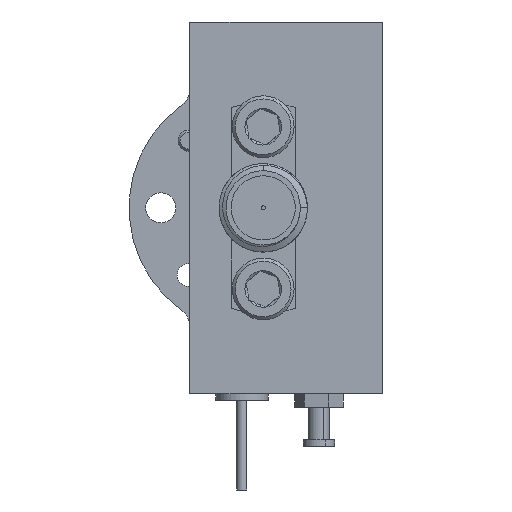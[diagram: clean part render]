
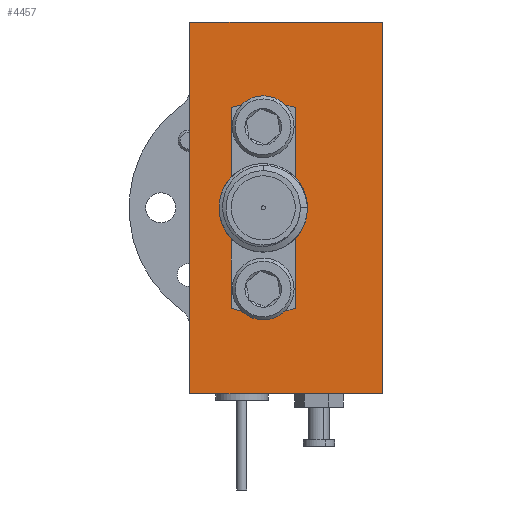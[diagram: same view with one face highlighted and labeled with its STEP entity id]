
A CAD part, left-side view. The second image highlights one B-rep face of the part: STEP entity #4457.
In plain terms, the highlighted planar face has unit normal (-1, 0, 0).
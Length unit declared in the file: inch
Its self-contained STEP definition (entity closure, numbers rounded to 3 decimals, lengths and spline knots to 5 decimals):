
#50 = AXIS2_PLACEMENT_3D ( 'NONE', #14004, #15607, #8116 ) ;
#93 = EDGE_CURVE ( 'NONE', #9086, #7232, #6638, .T. ) ;
#294 = CIRCLE ( 'NONE', #4204, 0.039 ) ;
#535 = LINE ( 'NONE', #16568, #764 ) ;
#537 = CIRCLE ( 'NONE', #8032, 0.035 ) ;
#640 = ORIENTED_EDGE ( 'NONE', *, *, #1891, .T. ) ;
#764 = VECTOR ( 'NONE', #4859, 39.37008 ) ;
#785 = CARTESIAN_POINT ( 'NONE',  ( -0.9, 0.353, -0.205 ) ) ;
#837 = EDGE_LOOP ( 'NONE', ( #9356, #6319 ) ) ;
#1179 = EDGE_CURVE ( 'NONE', #15321, #17557, #537, .T. ) ;
#1766 = CARTESIAN_POINT ( 'NONE',  ( -0.9, 0.353, -0.275 ) ) ;
#1767 = DIRECTION ( 'NONE',  ( 1., 0., 0. ) ) ;
#1859 = FACE_BOUND ( 'NONE', #837, .T. ) ;
#1891 = EDGE_CURVE ( 'NONE', #13006, #14224, #535, .T. ) ;
#1994 = CARTESIAN_POINT ( 'NONE',  ( -0.9, 0.353, -0.24 ) ) ;
#2084 = AXIS2_PLACEMENT_3D ( 'NONE', #3802, #15521, #2399 ) ;
#2399 = DIRECTION ( 'NONE',  ( 0., 0., 1. ) ) ;
#2638 = CARTESIAN_POINT ( 'NONE',  ( -0.9, 0.57, -0.55 ) ) ;
#3039 = CARTESIAN_POINT ( 'NONE',  ( -0.9, 0.353, 0. ) ) ;
#3064 = DIRECTION ( 'NONE',  ( 0., 0., 1. ) ) ;
#3391 = EDGE_CURVE ( 'NONE', #8464, #13006, #7204, .T. ) ;
#3802 = CARTESIAN_POINT ( 'NONE',  ( -0.9, 0.353, -0.24 ) ) ;
#3905 = EDGE_CURVE ( 'NONE', #17557, #15321, #15289, .T. ) ;
#4024 = CARTESIAN_POINT ( 'NONE',  ( -0.9, 0., 0.55 ) ) ;
#4170 = EDGE_CURVE ( 'NONE', #7341, #16264, #17986, .T. ) ;
#4204 = AXIS2_PLACEMENT_3D ( 'NONE', #13099, #10380, #3064 ) ;
#4384 = DIRECTION ( 'NONE',  ( 0., 0., 1. ) ) ;
#4457 = ADVANCED_FACE ( 'NONE', ( #16211, #11993, #1859, #16018 ), #6172, .F. ) ;
#4482 = EDGE_CURVE ( 'NONE', #12635, #14224, #6267, .T. ) ;
#4624 = DIRECTION ( 'NONE',  ( 0., 0., 1. ) ) ;
#4859 = DIRECTION ( 'NONE',  ( 0., 0., 1. ) ) ;
#4865 = CARTESIAN_POINT ( 'NONE',  ( -0.9, 0.57, 0.55 ) ) ;
#4912 = EDGE_CURVE ( 'NONE', #16264, #7341, #294, .T. ) ;
#4945 = CARTESIAN_POINT ( 'NONE',  ( -0.9, 0., -0.55 ) ) ;
#5118 = AXIS2_PLACEMENT_3D ( 'NONE', #4865, #1767, #10224 ) ;
#5131 = VECTOR ( 'NONE', #17330, 39.37008 ) ;
#5482 = ORIENTED_EDGE ( 'NONE', *, *, #1179, .F. ) ;
#5559 = DIRECTION ( 'NONE',  ( 0., 0., 1. ) ) ;
#5610 = CARTESIAN_POINT ( 'NONE',  ( -0.9, 0.57, -0.55 ) ) ;
#6039 = DIRECTION ( 'NONE',  ( -1., 0., 0. ) ) ;
#6172 = PLANE ( 'NONE',  #5118 ) ;
#6267 = LINE ( 'NONE', #11626, #5131 ) ;
#6309 = EDGE_LOOP ( 'NONE', ( #12595, #15836 ) ) ;
#6319 = ORIENTED_EDGE ( 'NONE', *, *, #4170, .F. ) ;
#6638 = CIRCLE ( 'NONE', #50, 0.035 ) ;
#7204 = LINE ( 'NONE', #5610, #7782 ) ;
#7232 = VERTEX_POINT ( 'NONE', #17337 ) ;
#7341 = VERTEX_POINT ( 'NONE', #18259 ) ;
#7617 = CARTESIAN_POINT ( 'NONE',  ( -0.9, 0.57, 0.55 ) ) ;
#7638 = DIRECTION ( 'NONE',  ( 0., 0., 1. ) ) ;
#7726 = VECTOR ( 'NONE', #5559, 39.37008 ) ;
#7782 = VECTOR ( 'NONE', #12284, 39.37008 ) ;
#7989 = AXIS2_PLACEMENT_3D ( 'NONE', #9928, #15449, #4384 ) ;
#8032 = AXIS2_PLACEMENT_3D ( 'NONE', #1994, #9236, #7638 ) ;
#8068 = EDGE_LOOP ( 'NONE', ( #5482, #9379 ) ) ;
#8116 = DIRECTION ( 'NONE',  ( 0., 0., 1. ) ) ;
#8186 = CARTESIAN_POINT ( 'NONE',  ( -0.9, 0.57, 0.55 ) ) ;
#8464 = VERTEX_POINT ( 'NONE', #2638 ) ;
#8703 = ORIENTED_EDGE ( 'NONE', *, *, #3391, .T. ) ;
#9086 = VERTEX_POINT ( 'NONE', #14870 ) ;
#9236 = DIRECTION ( 'NONE',  ( -1., 0., 0. ) ) ;
#9356 = ORIENTED_EDGE ( 'NONE', *, *, #4912, .F. ) ;
#9379 = ORIENTED_EDGE ( 'NONE', *, *, #3905, .F. ) ;
#9928 = CARTESIAN_POINT ( 'NONE',  ( -0.9, 0.353, 0.24 ) ) ;
#10224 = DIRECTION ( 'NONE',  ( 0., 0., -1. ) ) ;
#10380 = DIRECTION ( 'NONE',  ( -1., 0., 0. ) ) ;
#11626 = CARTESIAN_POINT ( 'NONE',  ( -0.9, 0.57, 0.55 ) ) ;
#11696 = CARTESIAN_POINT ( 'NONE',  ( -0.9, 0.353, 0.039 ) ) ;
#11993 = FACE_BOUND ( 'NONE', #6309, .T. ) ;
#12284 = DIRECTION ( 'NONE',  ( 0., -1., 0. ) ) ;
#12595 = ORIENTED_EDGE ( 'NONE', *, *, #93, .F. ) ;
#12635 = VERTEX_POINT ( 'NONE', #7617 ) ;
#12965 = ORIENTED_EDGE ( 'NONE', *, *, #16914, .F. ) ;
#13006 = VERTEX_POINT ( 'NONE', #4945 ) ;
#13099 = CARTESIAN_POINT ( 'NONE',  ( -0.9, 0.353, 0. ) ) ;
#13796 = AXIS2_PLACEMENT_3D ( 'NONE', #3039, #6039, #4624 ) ;
#14004 = CARTESIAN_POINT ( 'NONE',  ( -0.9, 0.353, 0.24 ) ) ;
#14224 = VERTEX_POINT ( 'NONE', #4024 ) ;
#14760 = EDGE_LOOP ( 'NONE', ( #640, #17446, #12965, #8703 ) ) ;
#14870 = CARTESIAN_POINT ( 'NONE',  ( -0.9, 0.353, 0.275 ) ) ;
#15289 = CIRCLE ( 'NONE', #2084, 0.035 ) ;
#15321 = VERTEX_POINT ( 'NONE', #785 ) ;
#15449 = DIRECTION ( 'NONE',  ( -1., 0., 0. ) ) ;
#15521 = DIRECTION ( 'NONE',  ( -1., 0., 0. ) ) ;
#15607 = DIRECTION ( 'NONE',  ( -1., 0., 0. ) ) ;
#15836 = ORIENTED_EDGE ( 'NONE', *, *, #17752, .F. ) ;
#16018 = FACE_OUTER_BOUND ( 'NONE', #14760, .T. ) ;
#16211 = FACE_BOUND ( 'NONE', #8068, .T. ) ;
#16264 = VERTEX_POINT ( 'NONE', #11696 ) ;
#16568 = CARTESIAN_POINT ( 'NONE',  ( -0.9, 0., 0.55 ) ) ;
#16914 = EDGE_CURVE ( 'NONE', #8464, #12635, #18207, .T. ) ;
#17256 = CIRCLE ( 'NONE', #7989, 0.035 ) ;
#17330 = DIRECTION ( 'NONE',  ( 0., -1., 0. ) ) ;
#17337 = CARTESIAN_POINT ( 'NONE',  ( -0.9, 0.353, 0.205 ) ) ;
#17446 = ORIENTED_EDGE ( 'NONE', *, *, #4482, .F. ) ;
#17557 = VERTEX_POINT ( 'NONE', #1766 ) ;
#17752 = EDGE_CURVE ( 'NONE', #7232, #9086, #17256, .T. ) ;
#17986 = CIRCLE ( 'NONE', #13796, 0.039 ) ;
#18207 = LINE ( 'NONE', #8186, #7726 ) ;
#18259 = CARTESIAN_POINT ( 'NONE',  ( -0.9, 0.353, -0.039 ) ) ;
